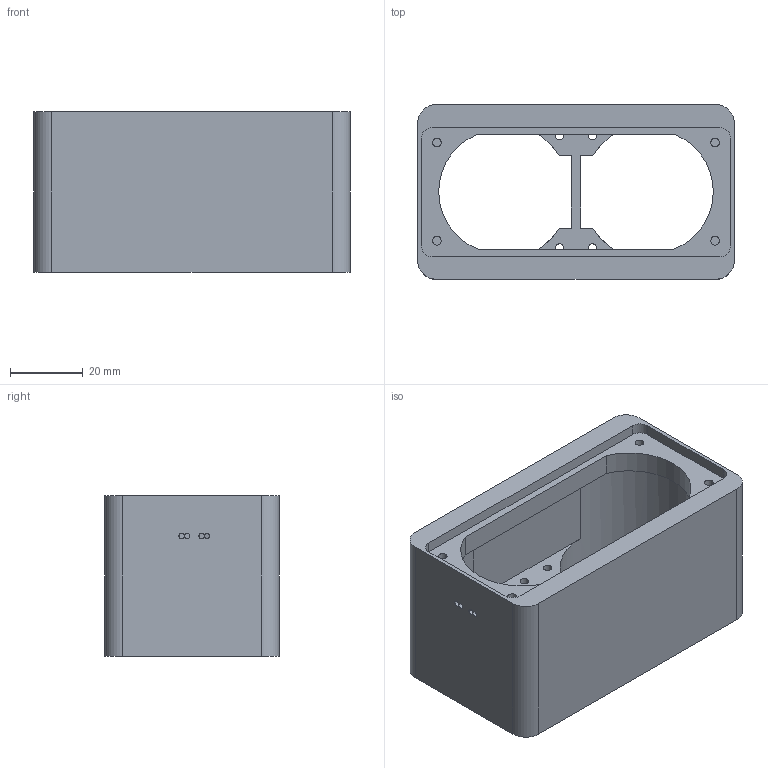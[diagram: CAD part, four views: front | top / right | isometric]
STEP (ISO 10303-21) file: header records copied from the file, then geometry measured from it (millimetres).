
FILE_DESCRIPTION(/* description */ (''),/* implementation_level */ '2;1');
FILE_NAME(/* name */ 'AudioMonitor_BOX_20230811EV v42.step',/* time_stamp */ '2023-08-11T10:41:54+08:00',/* author */ (''),/* organization */ (''),/* preprocessor_version */ 'ST-DEVELOPER v20',/* originating_system */ 'Autodesk Translation Framework v12.9.0.99',/* authorisation */ '');
FILE_SCHEMA (('AUTOMOTIVE_DESIGN { 1 0 10303 214 3 1 1 }'));
Length unit declared in the file: millimetre
Products named in the file (2): AudioMonitor_Panel_20230719EV; Audio_FrontPanel
Assembly tree (1 placements, depth 2):
  AudioMonitor_Panel_20230719EV
    Audio_FrontPanel
Bounding box: 87 x 48 x 44 mm (x, y, z)
Volume: 66328.5 mm3; surface area: 26728.4 mm2
Topology: 1 solids, 1 shells, 70 faces, 174 edges, 112 vertices
Faces by surface type: plane 36, cylinder 34
Full cylindrical faces by diameter (mm): 1.5 x2, 2.4 x12
Entity records: 2303 total; most frequent: CARTESIAN_POINT 493, DIRECTION 380, ORIENTED_EDGE 348, EDGE_CURVE 174, AXIS2_PLACEMENT_3D 139, VERTEX_POINT 112, LINE 102, VECTOR 102
